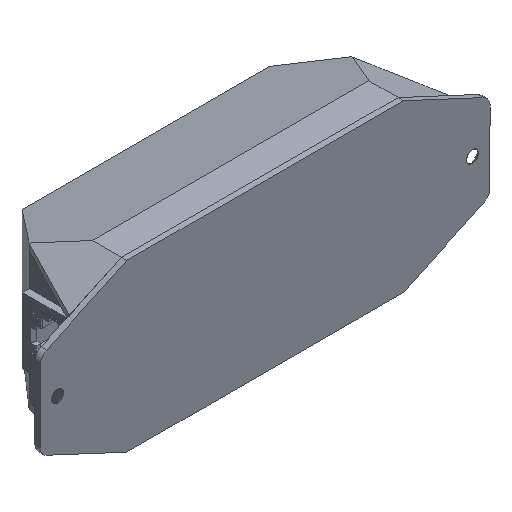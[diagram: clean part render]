
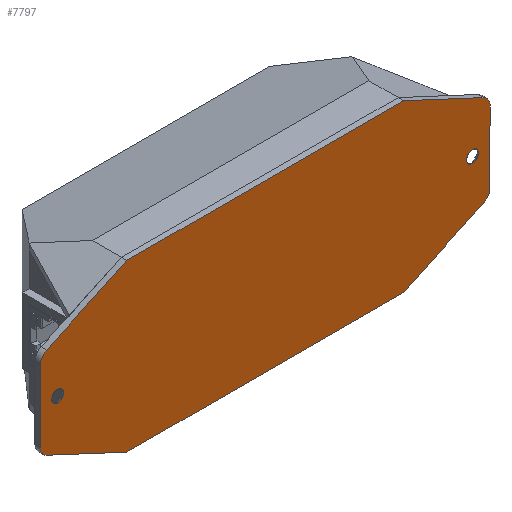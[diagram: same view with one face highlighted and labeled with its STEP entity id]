
A CAD part, isometric view. The second image highlights one B-rep face of the part: STEP entity #7797.
In plain terms, the highlighted planar face has unit normal (0, -1, 0).
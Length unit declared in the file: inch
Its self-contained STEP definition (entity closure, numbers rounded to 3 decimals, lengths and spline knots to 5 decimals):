
#61 = CARTESIAN_POINT ( 'NONE',  ( -1.5748, 0., 0.94488 ) ) ;
#94 = ORIENTED_EDGE ( 'NONE', *, *, #3711, .F. ) ;
#116 = ORIENTED_EDGE ( 'NONE', *, *, #9091, .T. ) ;
#122 = EDGE_CURVE ( 'NONE', #7761, #7102, #6998, .T. ) ;
#139 = AXIS2_PLACEMENT_3D ( 'NONE', #6597, #969, #5740 ) ;
#185 = DIRECTION ( 'NONE',  ( 0., 0., 1. ) ) ;
#219 = LINE ( 'NONE', #61, #6441 ) ;
#320 = CARTESIAN_POINT ( 'NONE',  ( -1.5748, 0., -0.94488 ) ) ;
#446 = VERTEX_POINT ( 'NONE', #2866 ) ;
#501 = CARTESIAN_POINT ( 'NONE',  ( -2.3622, 0., 0. ) ) ;
#563 = AXIS2_PLACEMENT_3D ( 'NONE', #2705, #3517, #6003 ) ;
#576 = DIRECTION ( 'NONE',  ( 0., 0., -1. ) ) ;
#969 = DIRECTION ( 'NONE',  ( 0., -1., 0. ) ) ;
#982 = CARTESIAN_POINT ( 'NONE',  ( -1.5748, 0., -0.94488 ) ) ;
#1078 = VECTOR ( 'NONE', #2746, 39.37008 ) ;
#1084 = CIRCLE ( 'NONE', #7143, 0.11811 ) ;
#1433 = EDGE_CURVE ( 'NONE', #5653, #5223, #8321, .T. ) ;
#1635 = CARTESIAN_POINT ( 'NONE',  ( 2.3622, 0., 0. ) ) ;
#1691 = CARTESIAN_POINT ( 'NONE',  ( -2.55906, 0., 0.94488 ) ) ;
#1697 = CIRCLE ( 'NONE', #7724, 0.11811 ) ;
#1759 = ORIENTED_EDGE ( 'NONE', *, *, #1433, .T. ) ;
#1806 = EDGE_CURVE ( 'NONE', #6966, #6560, #1084, .T. ) ;
#1893 = EDGE_LOOP ( 'NONE', ( #6438, #8615 ) ) ;
#1958 = CARTESIAN_POINT ( 'NONE',  ( -2.44094, 0., -0.41067 ) ) ;
#1996 = CARTESIAN_POINT ( 'NONE',  ( -2.3622, 0., 0. ) ) ;
#2037 = LINE ( 'NONE', #6957, #1078 ) ;
#2271 = ORIENTED_EDGE ( 'NONE', *, *, #10356, .F. ) ;
#2303 = LINE ( 'NONE', #8919, #6710 ) ;
#2380 = DIRECTION ( 'NONE',  ( 0., -1., 0. ) ) ;
#2415 = VECTOR ( 'NONE', #3704, 39.37008 ) ;
#2483 = CARTESIAN_POINT ( 'NONE',  ( 2.44094, 0., -0.41067 ) ) ;
#2531 = VERTEX_POINT ( 'NONE', #10210 ) ;
#2595 = EDGE_CURVE ( 'NONE', #2531, #4497, #6479, .T. ) ;
#2596 = PLANE ( 'NONE',  #139 ) ;
#2705 = CARTESIAN_POINT ( 'NONE',  ( 2.44094, 0., 0.41067 ) ) ;
#2746 = DIRECTION ( 'NONE',  ( 0.906, 0., -0.423 ) ) ;
#2866 = CARTESIAN_POINT ( 'NONE',  ( 2.55906, 0., 0.41067 ) ) ;
#2924 = DIRECTION ( 'NONE',  ( 0., 1., 0. ) ) ;
#2959 = VERTEX_POINT ( 'NONE', #6222 ) ;
#2973 = EDGE_CURVE ( 'NONE', #4586, #4479, #8781, .T. ) ;
#3006 = DIRECTION ( 'NONE',  ( 1., 0., 0. ) ) ;
#3289 = DIRECTION ( 'NONE',  ( 0., 1., 0. ) ) ;
#3328 = CARTESIAN_POINT ( 'NONE',  ( -2.3622, 0., 0.06693 ) ) ;
#3382 = CARTESIAN_POINT ( 'NONE',  ( 2.3622, 0., -0.06693 ) ) ;
#3406 = DIRECTION ( 'NONE',  ( 0., 1., 0. ) ) ;
#3437 = LINE ( 'NONE', #5067, #4202 ) ;
#3491 = CARTESIAN_POINT ( 'NONE',  ( -2.49086, 0., 0.51772 ) ) ;
#3517 = DIRECTION ( 'NONE',  ( 0., -1., 0. ) ) ;
#3603 = EDGE_CURVE ( 'NONE', #7647, #10415, #9627, .T. ) ;
#3683 = ORIENTED_EDGE ( 'NONE', *, *, #1806, .T. ) ;
#3704 = DIRECTION ( 'NONE',  ( -0.906, 0., -0.423 ) ) ;
#3711 = EDGE_CURVE ( 'NONE', #6966, #5223, #5809, .T. ) ;
#3837 = ORIENTED_EDGE ( 'NONE', *, *, #122, .F. ) ;
#3868 = AXIS2_PLACEMENT_3D ( 'NONE', #1635, #3406, #7451 ) ;
#4120 = FACE_BOUND ( 'NONE', #1893, .T. ) ;
#4146 = VECTOR ( 'NONE', #9829, 39.37008 ) ;
#4202 = VECTOR ( 'NONE', #8545, 39.37008 ) ;
#4224 = AXIS2_PLACEMENT_3D ( 'NONE', #7579, #9241, #185 ) ;
#4259 = CARTESIAN_POINT ( 'NONE',  ( -2.49086, 0., -0.51772 ) ) ;
#4268 = EDGE_CURVE ( 'NONE', #7102, #2959, #2037, .T. ) ;
#4282 = ORIENTED_EDGE ( 'NONE', *, *, #8570, .F. ) ;
#4393 = VERTEX_POINT ( 'NONE', #7120 ) ;
#4406 = ORIENTED_EDGE ( 'NONE', *, *, #8228, .T. ) ;
#4430 = ORIENTED_EDGE ( 'NONE', *, *, #9433, .F. ) ;
#4455 = CARTESIAN_POINT ( 'NONE',  ( 1.5748, 0., 0.94488 ) ) ;
#4479 = VERTEX_POINT ( 'NONE', #8826 ) ;
#4497 = VERTEX_POINT ( 'NONE', #3382 ) ;
#4586 = VERTEX_POINT ( 'NONE', #3328 ) ;
#4615 = CARTESIAN_POINT ( 'NONE',  ( 2.49086, 0., -0.51772 ) ) ;
#5067 = CARTESIAN_POINT ( 'NONE',  ( 2.55906, 0., -0.94488 ) ) ;
#5223 = VERTEX_POINT ( 'NONE', #9935 ) ;
#5382 = DIRECTION ( 'NONE',  ( 0., -1., 0. ) ) ;
#5517 = VECTOR ( 'NONE', #9024, 39.37008 ) ;
#5623 = CARTESIAN_POINT ( 'NONE',  ( -2.55906, 0., -0.41067 ) ) ;
#5653 = VERTEX_POINT ( 'NONE', #3491 ) ;
#5683 = DIRECTION ( 'NONE',  ( 0., 0., -1. ) ) ;
#5740 = DIRECTION ( 'NONE',  ( 0., 0., -1. ) ) ;
#5809 = LINE ( 'NONE', #1691, #4146 ) ;
#5937 = ORIENTED_EDGE ( 'NONE', *, *, #2595, .T. ) ;
#6003 = DIRECTION ( 'NONE',  ( 0., 0., -1. ) ) ;
#6201 = ORIENTED_EDGE ( 'NONE', *, *, #10306, .T. ) ;
#6222 = CARTESIAN_POINT ( 'NONE',  ( 2.49086, 0., 0.51772 ) ) ;
#6235 = DIRECTION ( 'NONE',  ( 0., -1., 0. ) ) ;
#6273 = CIRCLE ( 'NONE', #3868, 0.06693 ) ;
#6438 = ORIENTED_EDGE ( 'NONE', *, *, #2973, .T. ) ;
#6441 = VECTOR ( 'NONE', #6761, 39.37008 ) ;
#6479 = CIRCLE ( 'NONE', #4224, 0.06693 ) ;
#6509 = EDGE_CURVE ( 'NONE', #4479, #4586, #7553, .T. ) ;
#6560 = VERTEX_POINT ( 'NONE', #4259 ) ;
#6567 = LINE ( 'NONE', #982, #5517 ) ;
#6597 = CARTESIAN_POINT ( 'NONE',  ( 0., 0., 0. ) ) ;
#6710 = VECTOR ( 'NONE', #8813, 39.37008 ) ;
#6761 = DIRECTION ( 'NONE',  ( 0.906, 0., 0.423 ) ) ;
#6952 = EDGE_LOOP ( 'NONE', ( #5937, #116 ) ) ;
#6957 = CARTESIAN_POINT ( 'NONE',  ( 1.5748, 0., 0.94488 ) ) ;
#6966 = VERTEX_POINT ( 'NONE', #5623 ) ;
#6998 = LINE ( 'NONE', #9403, #8641 ) ;
#7028 = AXIS2_PLACEMENT_3D ( 'NONE', #501, #3289, #7088 ) ;
#7088 = DIRECTION ( 'NONE',  ( 0., 0., 1. ) ) ;
#7102 = VERTEX_POINT ( 'NONE', #4455 ) ;
#7120 = CARTESIAN_POINT ( 'NONE',  ( 2.55906, 0., -0.41067 ) ) ;
#7143 = AXIS2_PLACEMENT_3D ( 'NONE', #1958, #6235, #9449 ) ;
#7354 = FACE_BOUND ( 'NONE', #6952, .T. ) ;
#7451 = DIRECTION ( 'NONE',  ( 0., 0., 1. ) ) ;
#7553 = CIRCLE ( 'NONE', #7028, 0.06693 ) ;
#7579 = CARTESIAN_POINT ( 'NONE',  ( 2.3622, 0., 0. ) ) ;
#7647 = VERTEX_POINT ( 'NONE', #4615 ) ;
#7724 = AXIS2_PLACEMENT_3D ( 'NONE', #2483, #2380, #5683 ) ;
#7761 = VERTEX_POINT ( 'NONE', #9769 ) ;
#7797 = ADVANCED_FACE ( 'NONE', ( #4120, #7354, #10634 ), #2596, .T. ) ;
#7849 = CARTESIAN_POINT ( 'NONE',  ( 1.5748, 0., -0.94488 ) ) ;
#7926 = VERTEX_POINT ( 'NONE', #320 ) ;
#8228 = EDGE_CURVE ( 'NONE', #7647, #4393, #1697, .T. ) ;
#8254 = AXIS2_PLACEMENT_3D ( 'NONE', #1996, #2924, #8455 ) ;
#8321 = CIRCLE ( 'NONE', #10214, 0.11811 ) ;
#8396 = EDGE_CURVE ( 'NONE', #10415, #7926, #2303, .T. ) ;
#8455 = DIRECTION ( 'NONE',  ( 0., 0., 1. ) ) ;
#8463 = ORIENTED_EDGE ( 'NONE', *, *, #8396, .F. ) ;
#8545 = DIRECTION ( 'NONE',  ( 0., 0., -1. ) ) ;
#8570 = EDGE_CURVE ( 'NONE', #7926, #6560, #6567, .T. ) ;
#8612 = ORIENTED_EDGE ( 'NONE', *, *, #3603, .F. ) ;
#8615 = ORIENTED_EDGE ( 'NONE', *, *, #6509, .T. ) ;
#8641 = VECTOR ( 'NONE', #3006, 39.37008 ) ;
#8781 = CIRCLE ( 'NONE', #8254, 0.06693 ) ;
#8813 = DIRECTION ( 'NONE',  ( -1., 0., 0. ) ) ;
#8826 = CARTESIAN_POINT ( 'NONE',  ( -2.3622, 0., -0.06693 ) ) ;
#8919 = CARTESIAN_POINT ( 'NONE',  ( -2.55906, 0., -0.94488 ) ) ;
#9024 = DIRECTION ( 'NONE',  ( -0.906, 0., 0.423 ) ) ;
#9091 = EDGE_CURVE ( 'NONE', #4497, #2531, #6273, .T. ) ;
#9241 = DIRECTION ( 'NONE',  ( 0., 1., 0. ) ) ;
#9403 = CARTESIAN_POINT ( 'NONE',  ( 2.55906, 0., 0.94488 ) ) ;
#9433 = EDGE_CURVE ( 'NONE', #446, #4393, #3437, .T. ) ;
#9449 = DIRECTION ( 'NONE',  ( 0., 0., -1. ) ) ;
#9516 = CARTESIAN_POINT ( 'NONE',  ( -2.44094, 0., 0.41067 ) ) ;
#9583 = ORIENTED_EDGE ( 'NONE', *, *, #4268, .F. ) ;
#9627 = LINE ( 'NONE', #7849, #2415 ) ;
#9769 = CARTESIAN_POINT ( 'NONE',  ( -1.5748, 0., 0.94488 ) ) ;
#9829 = DIRECTION ( 'NONE',  ( 0., 0., 1. ) ) ;
#9923 = CARTESIAN_POINT ( 'NONE',  ( 1.5748, 0., -0.94488 ) ) ;
#9925 = EDGE_LOOP ( 'NONE', ( #2271, #1759, #94, #3683, #4282, #8463, #8612, #4406, #4430, #6201, #9583, #3837 ) ) ;
#9935 = CARTESIAN_POINT ( 'NONE',  ( -2.55906, 0., 0.41067 ) ) ;
#10210 = CARTESIAN_POINT ( 'NONE',  ( 2.3622, 0., 0.06693 ) ) ;
#10214 = AXIS2_PLACEMENT_3D ( 'NONE', #9516, #5382, #576 ) ;
#10306 = EDGE_CURVE ( 'NONE', #446, #2959, #10548, .T. ) ;
#10356 = EDGE_CURVE ( 'NONE', #5653, #7761, #219, .T. ) ;
#10415 = VERTEX_POINT ( 'NONE', #9923 ) ;
#10548 = CIRCLE ( 'NONE', #563, 0.11811 ) ;
#10634 = FACE_OUTER_BOUND ( 'NONE', #9925, .T. ) ;
